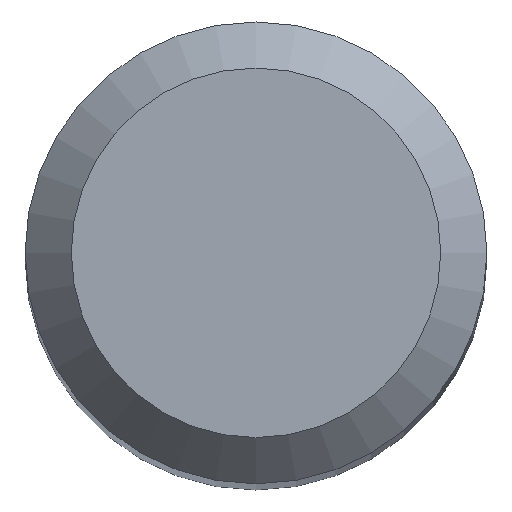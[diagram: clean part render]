
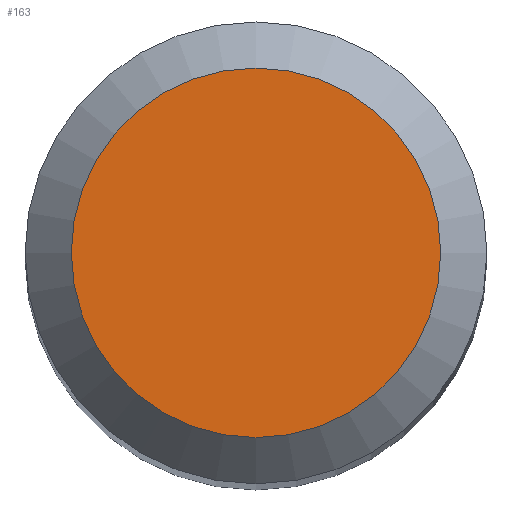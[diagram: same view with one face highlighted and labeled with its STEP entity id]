
A CAD part, top view. The second image highlights one B-rep face of the part: STEP entity #163.
In plain terms, the highlighted planar face has unit normal (0, 0, 1).
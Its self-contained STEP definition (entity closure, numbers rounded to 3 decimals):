
#11 = ORIENTED_EDGE ( 'NONE', *, *, #265, .F. ) ;
#27 = CARTESIAN_POINT ( 'NONE',  ( 0., 0., 38. ) ) ;
#37 = EDGE_LOOP ( 'NONE', ( #11 ) ) ;
#49 = DIRECTION ( 'NONE',  ( 0., 1., 0. ) ) ;
#60 = AXIS2_PLACEMENT_3D ( 'NONE', #27, #114, #49 ) ;
#91 = PLANE ( 'NONE',  #152 ) ;
#113 = VERTEX_POINT ( 'NONE', #156 ) ;
#114 = DIRECTION ( 'NONE',  ( 0., 0., -1. ) ) ;
#141 = CIRCLE ( 'NONE', #60, 1.2 ) ;
#149 = DIRECTION ( 'NONE',  ( 0., 0., -1. ) ) ;
#152 = AXIS2_PLACEMENT_3D ( 'NONE', #173, #149, #269 ) ;
#156 = CARTESIAN_POINT ( 'NONE',  ( 0., 1.2, 38. ) ) ;
#163 = ADVANCED_FACE ( 'NONE', ( #272 ), #91, .F. ) ;
#173 = CARTESIAN_POINT ( 'NONE',  ( 0., 0., 38. ) ) ;
#265 = EDGE_CURVE ( 'NONE', #113, #113, #141, .T. ) ;
#269 = DIRECTION ( 'NONE',  ( 0., 1., 0. ) ) ;
#272 = FACE_OUTER_BOUND ( 'NONE', #37, .T. ) ;
